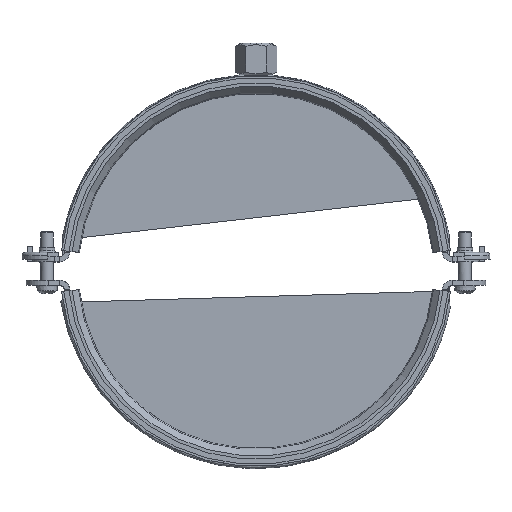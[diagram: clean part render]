
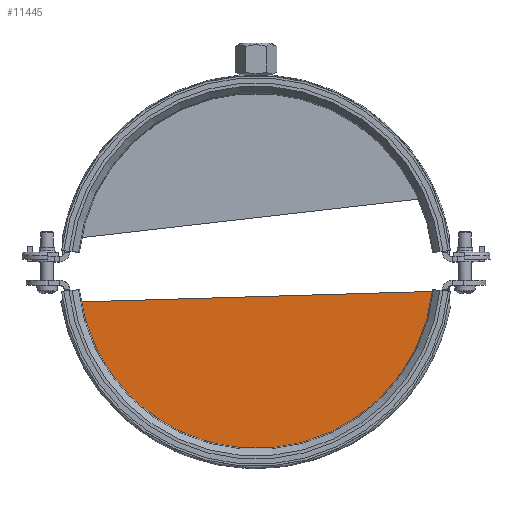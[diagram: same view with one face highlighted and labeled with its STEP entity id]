
A CAD part, top view. The second image highlights one B-rep face of the part: STEP entity #11445.
In plain terms, the highlighted planar face has unit normal (0, 0, 1).
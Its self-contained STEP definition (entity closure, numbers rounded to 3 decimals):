
#117=CARTESIAN_POINT('',(90.223,-9.483,-3.5));
#118=VERTEX_POINT('',#117);
#119=CARTESIAN_POINT('',(-89.398,-15.429,-3.5));
#120=VERTEX_POINT('',#119);
#121=CARTESIAN_POINT('',(0.0,0.0,-3.5));
#122=DIRECTION('',(0.0,0.0,-1.0));
#123=DIRECTION('',(-1.0,0.0,0.0));
#124=AXIS2_PLACEMENT_3D('',#121,#122,#123);
#125=CIRCLE('',#124,90.72);
#126=EDGE_CURVE('',#118,#120,#125,.T.);
#236=CARTESIAN_POINT('',(90.153,-9.476,-3.5));
#237=VERTEX_POINT('',#236);
#238=CARTESIAN_POINT('',(90.153,-9.476,-3.5));
#239=DIRECTION('',(0.995,-0.105,0.0));
#240=VECTOR('',#239,0.07);
#241=LINE('',#238,#240);
#242=EDGE_CURVE('',#237,#118,#241,.T.);
#741=CARTESIAN_POINT('',(-89.329,-15.422,-3.5));
#742=VERTEX_POINT('',#741);
#749=CARTESIAN_POINT('',(-89.398,-15.429,-3.5));
#750=DIRECTION('',(0.995,0.105,0.0));
#751=VECTOR('',#750,0.07);
#752=LINE('',#749,#751);
#753=EDGE_CURVE('',#120,#742,#752,.T.);
#2105=CARTESIAN_POINT('',(90.203,-8.992,-3.5));
#2106=VERTEX_POINT('',#2105);
#2107=CARTESIAN_POINT('',(0.,0.,-3.5));
#2108=DIRECTION('',(0.0,0.0,1.0));
#2109=DIRECTION('',(0.,-1.0,0.0));
#2110=AXIS2_PLACEMENT_3D('',#2107,#2108,#2109);
#2111=CIRCLE('',#2110,90.65);
#2112=EDGE_CURVE('',#237,#2106,#2111,.T.);
#2132=CARTESIAN_POINT('',(-89.478,-14.528,-3.5));
#2133=VERTEX_POINT('',#2132);
#2149=CARTESIAN_POINT('',(0.,0.,-3.5));
#2150=DIRECTION('',(0.0,0.0,1.0));
#2151=DIRECTION('',(0.,-1.0,0.0));
#2152=AXIS2_PLACEMENT_3D('',#2149,#2150,#2151);
#2153=CIRCLE('',#2152,90.65);
#2154=EDGE_CURVE('',#2133,#742,#2153,.T.);
#11163=CARTESIAN_POINT('',(-89.578,-14.536,-3.5));
#11164=VERTEX_POINT('',#11163);
#11171=CARTESIAN_POINT('',(-89.478,-14.528,-3.5));
#11172=DIRECTION('',(-0.997,-0.073,0.0));
#11173=VECTOR('',#11172,0.1);
#11174=LINE('',#11171,#11173);
#11175=EDGE_CURVE('',#2133,#11164,#11174,.T.);
#11416=CARTESIAN_POINT('',(0.0,-89.75,-3.5));
#11417=DIRECTION('',(0.0,0.0,-1.0));
#11418=DIRECTION('',(1.0,0.0,0.0));
#11419=AXIS2_PLACEMENT_3D('',#11416,#11417,#11418);
#11420=PLANE('',#11419);
#11421=ORIENTED_EDGE('',*,*,#753,.T.);
#11422=ORIENTED_EDGE('',*,*,#2154,.F.);
#11423=ORIENTED_EDGE('',*,*,#11175,.T.);
#11424=CARTESIAN_POINT('',(90.375,-8.237,-3.5));
#11425=VERTEX_POINT('',#11424);
#11426=CARTESIAN_POINT('',(0.0,0.0,-3.5));
#11427=DIRECTION('',(0.0,0.0,-1.0));
#11428=DIRECTION('',(0.0,-1.0,0.0));
#11429=AXIS2_PLACEMENT_3D('',#11426,#11427,#11428);
#11430=CIRCLE('',#11429,90.75);
#11431=EDGE_CURVE('',#11425,#11164,#11430,.T.);
#11432=ORIENTED_EDGE('',*,*,#11431,.F.);
#11433=CARTESIAN_POINT('',(93.288,-9.3,-3.5));
#11434=DIRECTION('',(0.0,0.0,-1.0));
#11435=DIRECTION('',(-0.836,0.548,0.0));
#11436=AXIS2_PLACEMENT_3D('',#11433,#11434,#11435);
#11437=CIRCLE('',#11436,3.1);
#11438=EDGE_CURVE('',#2106,#11425,#11437,.T.);
#11439=ORIENTED_EDGE('',*,*,#11438,.F.);
#11440=ORIENTED_EDGE('',*,*,#2112,.F.);
#11441=ORIENTED_EDGE('',*,*,#242,.T.);
#11442=ORIENTED_EDGE('',*,*,#126,.T.);
#11443=EDGE_LOOP('',(#11421,#11422,#11423,#11432,#11439,#11440,#11441,#11442));
#11444=FACE_OUTER_BOUND('',#11443,.T.);
#11445=ADVANCED_FACE('',(#11444),#11420,.F.);
